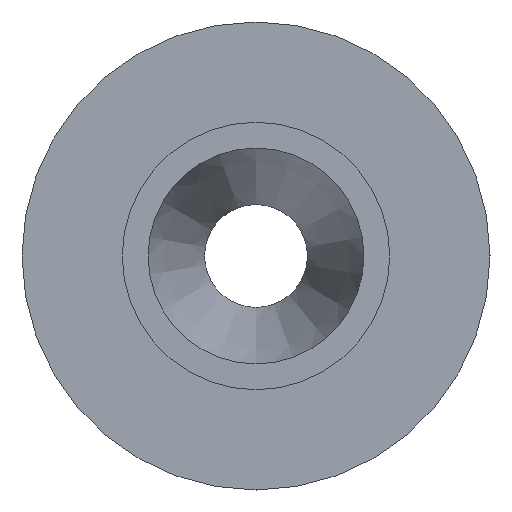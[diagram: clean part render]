
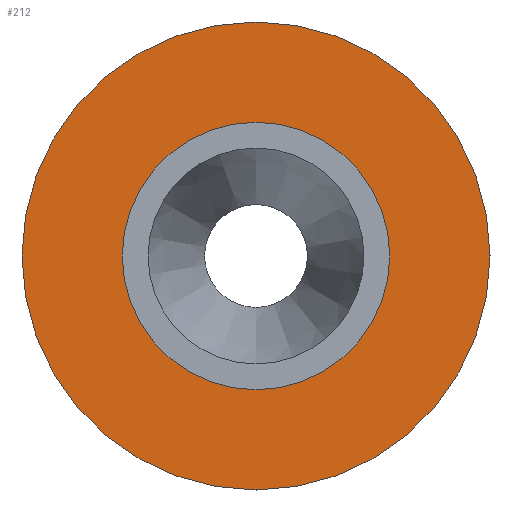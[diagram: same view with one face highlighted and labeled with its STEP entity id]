
A CAD part, left-side view. The second image highlights one B-rep face of the part: STEP entity #212.
In plain terms, the highlighted planar face has unit normal (-1, 0, 0).
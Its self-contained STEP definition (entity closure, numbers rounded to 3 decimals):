
#46=FACE_BOUND('',#80,.T.);
#59=FACE_OUTER_BOUND('',#79,.T.);
#79=EDGE_LOOP('',(#177));
#80=EDGE_LOOP('',(#178));
#98=CIRCLE('',#252,13.);
#99=CIRCLE('',#254,22.75);
#114=VERTEX_POINT('',#375);
#115=VERTEX_POINT('',#379);
#135=EDGE_CURVE('',#114,#114,#98,.T.);
#137=EDGE_CURVE('',#115,#115,#99,.T.);
#177=ORIENTED_EDGE('',*,*,#137,.F.);
#178=ORIENTED_EDGE('',*,*,#135,.T.);
#199=PLANE('',#253);
#212=ADVANCED_FACE('',(#59,#46),#199,.T.);
#252=AXIS2_PLACEMENT_3D('',#376,#311,#312);
#253=AXIS2_PLACEMENT_3D('',#378,#314,#315);
#254=AXIS2_PLACEMENT_3D('',#380,#316,#317);
#311=DIRECTION('center_axis',(1.,0.,0.));
#312=DIRECTION('ref_axis',(0.,0.,-1.));
#314=DIRECTION('center_axis',(-1.,0.,0.));
#315=DIRECTION('ref_axis',(0.,0.,1.));
#316=DIRECTION('center_axis',(1.,0.,0.));
#317=DIRECTION('ref_axis',(0.,0.,-1.));
#375=CARTESIAN_POINT('',(0.,0.,13.));
#376=CARTESIAN_POINT('Origin',(0.,0.,0.));
#378=CARTESIAN_POINT('Origin',(0.,0.,-22.75));
#379=CARTESIAN_POINT('',(0.,0.,22.75));
#380=CARTESIAN_POINT('Origin',(0.,0.,0.));
